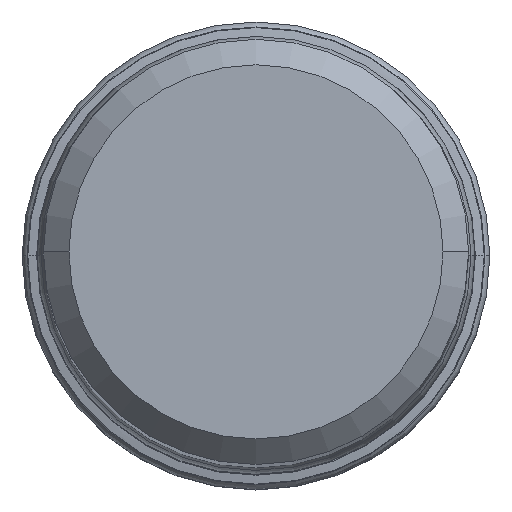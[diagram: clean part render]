
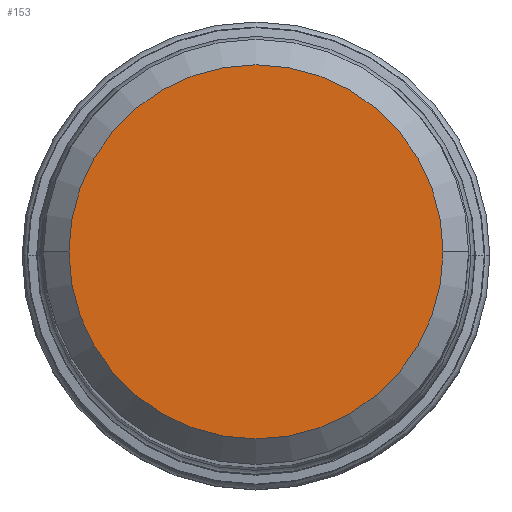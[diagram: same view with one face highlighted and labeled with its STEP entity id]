
A CAD part, top view. The second image highlights one B-rep face of the part: STEP entity #153.
In plain terms, the highlighted planar face has unit normal (0, 0, 1).
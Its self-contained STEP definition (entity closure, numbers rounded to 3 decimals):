
#30=PLANE('',#1208);
#153=ADVANCED_FACE('',(#220),#30,.F.);
#220=FACE_OUTER_BOUND('',#276,.T.);
#276=EDGE_LOOP('',(#495,#496,#497,#498));
#495=ORIENTED_EDGE('',*,*,#751,.F.);
#496=ORIENTED_EDGE('',*,*,#750,.F.);
#497=ORIENTED_EDGE('',*,*,#752,.F.);
#498=ORIENTED_EDGE('',*,*,#753,.F.);
#623=VERTEX_POINT('',#2384);
#624=VERTEX_POINT('',#2386);
#625=VERTEX_POINT('',#2388);
#626=VERTEX_POINT('',#2392);
#750=EDGE_CURVE('',#624,#625,#903,.T.);
#751=EDGE_CURVE('',#625,#623,#904,.T.);
#752=EDGE_CURVE('',#626,#624,#905,.T.);
#753=EDGE_CURVE('',#623,#626,#906,.T.);
#903=CIRCLE('',#1203,8.8);
#904=CIRCLE('',#1204,8.8);
#905=CIRCLE('',#1206,8.8);
#906=CIRCLE('',#1207,8.8);
#1203=AXIS2_PLACEMENT_3D('',#2387,#1499,#1500);
#1204=AXIS2_PLACEMENT_3D('',#2389,#1501,#1502);
#1206=AXIS2_PLACEMENT_3D('',#2391,#1505,#1506);
#1207=AXIS2_PLACEMENT_3D('',#2393,#1507,#1508);
#1208=AXIS2_PLACEMENT_3D('',#2394,#1509,#1510);
#1499=DIRECTION('',(0.,0.,-1.));
#1500=DIRECTION('',(-1.,0.,0.));
#1501=DIRECTION('',(0.,0.,-1.));
#1502=DIRECTION('',(0.,1.,0.));
#1505=DIRECTION('',(0.,0.,-1.));
#1506=DIRECTION('',(0.,-1.,0.));
#1507=DIRECTION('',(0.,0.,-1.));
#1508=DIRECTION('',(1.,0.,0.));
#1509=DIRECTION('',(0.,0.,-1.));
#1510=DIRECTION('',(-1.,0.,0.));
#2384=CARTESIAN_POINT('',(8.8,0.,0.));
#2386=CARTESIAN_POINT('',(-8.8,0.,0.));
#2387=CARTESIAN_POINT('',(0.,0.,0.));
#2388=CARTESIAN_POINT('',(0.,8.8,0.));
#2389=CARTESIAN_POINT('',(0.,0.,0.));
#2391=CARTESIAN_POINT('',(0.,0.,0.));
#2392=CARTESIAN_POINT('',(0.,-8.8,0.));
#2393=CARTESIAN_POINT('',(0.,0.,0.));
#2394=CARTESIAN_POINT('',(0.,0.,0.));
